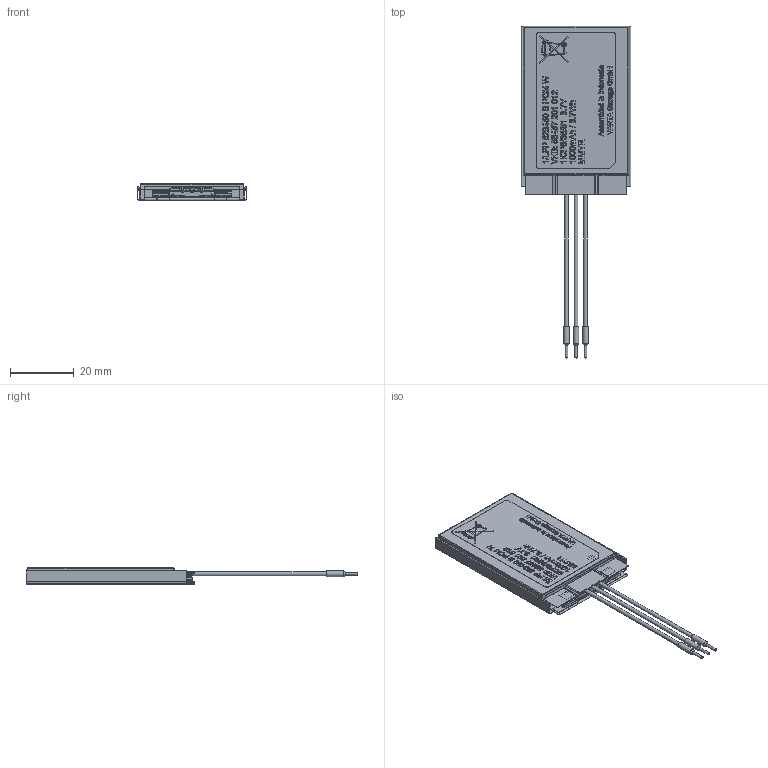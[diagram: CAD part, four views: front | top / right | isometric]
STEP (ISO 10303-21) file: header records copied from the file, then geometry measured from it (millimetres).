
FILE_DESCRIPTION(/* description */ (''),/* implementation_level */ '2;1');
FILE_NAME(/* name */ '715555.stp',/* time_stamp */ '2015-10-02T10:05:29+07:00',/* author */ ('Bony'),/* organization */ (''),/* preprocessor_version */ 'ST-DEVELOPER v15.6',/* originating_system */ 'Autodesk Inventor 2015',/* authorisation */ '');
FILE_SCHEMA (('AUTOMOTIVE_DESIGN { 1 0 10303 214 3 1 1 }'));
Products named in the file (1): 715555 1LPP 523450 S PCM W
Bounding box: 34.5 x 104.55 x 5.36 mm (x, y, z)
Volume: 8674.8 mm3; surface area: 7666.2 mm2
Topology: 3 solids, 7 shells, 2164 faces, 5860 edges, 3879 vertices
Faces by surface type: plane 1244, bspline 738, cylinder 148, torus 27, cone 7
Full cylindrical faces by diameter (mm): 0.284 x1, 0.58 x1, 0.6 x3, 0.8 x3, 1.096 x1, 1.2 x3, 1.5 x2, 1.8 x3
Entity records: 73706 total; most frequent: CARTESIAN_POINT 21711, ORIENTED_EDGE 11674, DIRECTION 7600, EDGE_CURVE 5834, LINE 3992, VECTOR 3992, VERTEX_POINT 3873, EDGE_LOOP 2383
